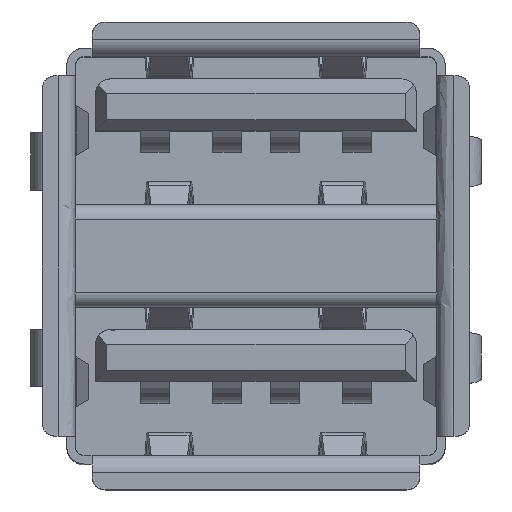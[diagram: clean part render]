
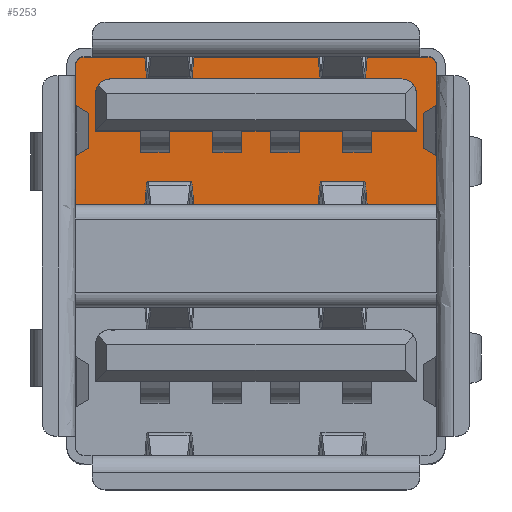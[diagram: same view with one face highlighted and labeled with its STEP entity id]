
A CAD part, top view. The second image highlights one B-rep face of the part: STEP entity #5253.
In plain terms, the highlighted free-form (B-spline) face has degree [1, 1] with [2, 2] control points.
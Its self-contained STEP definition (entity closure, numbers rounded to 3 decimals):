
#5253 = ADVANCED_FACE('',(#5254,#5352),#5450,.T.);
#5254 = FACE_BOUND('',#5255,.T.);
#5255 = EDGE_LOOP('',(#5256,#5266,#5274,#5282,#5290,#5298,#5306,#5314,
    #5322,#5330,#5338,#5346));
#5256 = ORIENTED_EDGE('',*,*,#5257,.T.);
#5257 = EDGE_CURVE('',#5258,#5260,#5262,.T.);
#5258 = VERTEX_POINT('',#5259);
#5259 = CARTESIAN_POINT('',(-6.25,6.6,-9.2));
#5260 = VERTEX_POINT('',#5261);
#5261 = CARTESIAN_POINT('',(-6.227,6.715,-9.2));
#5262 = B_SPLINE_CURVE_WITH_KNOTS('',2,(#5263,#5264,#5265),
  .UNSPECIFIED.,.F.,.F.,(3,3),(0.,0.25),.PIECEWISE_BEZIER_KNOTS.);
#5263 = CARTESIAN_POINT('',(-6.25,6.6,-9.2));
#5264 = CARTESIAN_POINT('',(-6.25,6.66,-9.2));
#5265 = CARTESIAN_POINT('',(-6.227,6.715,-9.2));
#5266 = ORIENTED_EDGE('',*,*,#5267,.T.);
#5267 = EDGE_CURVE('',#5260,#5268,#5270,.T.);
#5268 = VERTEX_POINT('',#5269);
#5269 = CARTESIAN_POINT('',(-6.162,6.812,-9.2));
#5270 = B_SPLINE_CURVE_WITH_KNOTS('',2,(#5271,#5272,#5273),
  .UNSPECIFIED.,.F.,.F.,(3,3),(0.25,0.5),.PIECEWISE_BEZIER_KNOTS.);
#5271 = CARTESIAN_POINT('',(-6.227,6.715,-9.2));
#5272 = CARTESIAN_POINT('',(-6.204,6.77,-9.2));
#5273 = CARTESIAN_POINT('',(-6.162,6.812,-9.2));
#5274 = ORIENTED_EDGE('',*,*,#5275,.T.);
#5275 = EDGE_CURVE('',#5268,#5276,#5278,.T.);
#5276 = VERTEX_POINT('',#5277);
#5277 = CARTESIAN_POINT('',(-6.065,6.877,-9.2));
#5278 = B_SPLINE_CURVE_WITH_KNOTS('',2,(#5279,#5280,#5281),
  .UNSPECIFIED.,.F.,.F.,(3,3),(0.5,0.75),.PIECEWISE_BEZIER_KNOTS.);
#5279 = CARTESIAN_POINT('',(-6.162,6.812,-9.2));
#5280 = CARTESIAN_POINT('',(-6.12,6.854,-9.2));
#5281 = CARTESIAN_POINT('',(-6.065,6.877,-9.2));
#5282 = ORIENTED_EDGE('',*,*,#5283,.T.);
#5283 = EDGE_CURVE('',#5276,#5284,#5286,.T.);
#5284 = VERTEX_POINT('',#5285);
#5285 = CARTESIAN_POINT('',(-5.95,6.9,-9.2));
#5286 = B_SPLINE_CURVE_WITH_KNOTS('',2,(#5287,#5288,#5289),
  .UNSPECIFIED.,.F.,.F.,(3,3),(0.75,1.),.PIECEWISE_BEZIER_KNOTS.);
#5287 = CARTESIAN_POINT('',(-6.065,6.877,-9.2));
#5288 = CARTESIAN_POINT('',(-6.01,6.9,-9.2));
#5289 = CARTESIAN_POINT('',(-5.95,6.9,-9.2));
#5290 = ORIENTED_EDGE('',*,*,#5291,.T.);
#5291 = EDGE_CURVE('',#5284,#5292,#5294,.T.);
#5292 = VERTEX_POINT('',#5293);
#5293 = CARTESIAN_POINT('',(5.95,6.9,-9.2));
#5294 = LINE('',#5295,#5296);
#5295 = CARTESIAN_POINT('',(-5.95,6.9,-9.2));
#5296 = VECTOR('',#5297,1.);
#5297 = DIRECTION('',(1.,0.,0.));
#5298 = ORIENTED_EDGE('',*,*,#5299,.T.);
#5299 = EDGE_CURVE('',#5292,#5300,#5302,.T.);
#5300 = VERTEX_POINT('',#5301);
#5301 = CARTESIAN_POINT('',(6.065,6.877,-9.2));
#5302 = B_SPLINE_CURVE_WITH_KNOTS('',2,(#5303,#5304,#5305),
  .UNSPECIFIED.,.F.,.F.,(3,3),(0.,0.25),.PIECEWISE_BEZIER_KNOTS.);
#5303 = CARTESIAN_POINT('',(5.95,6.9,-9.2));
#5304 = CARTESIAN_POINT('',(6.01,6.9,-9.2));
#5305 = CARTESIAN_POINT('',(6.065,6.877,-9.2));
#5306 = ORIENTED_EDGE('',*,*,#5307,.T.);
#5307 = EDGE_CURVE('',#5300,#5308,#5310,.T.);
#5308 = VERTEX_POINT('',#5309);
#5309 = CARTESIAN_POINT('',(6.162,6.812,-9.2));
#5310 = B_SPLINE_CURVE_WITH_KNOTS('',2,(#5311,#5312,#5313),
  .UNSPECIFIED.,.F.,.F.,(3,3),(0.25,0.5),.PIECEWISE_BEZIER_KNOTS.);
#5311 = CARTESIAN_POINT('',(6.065,6.877,-9.2));
#5312 = CARTESIAN_POINT('',(6.12,6.854,-9.2));
#5313 = CARTESIAN_POINT('',(6.162,6.812,-9.2));
#5314 = ORIENTED_EDGE('',*,*,#5315,.T.);
#5315 = EDGE_CURVE('',#5308,#5316,#5318,.T.);
#5316 = VERTEX_POINT('',#5317);
#5317 = CARTESIAN_POINT('',(6.227,6.715,-9.2));
#5318 = B_SPLINE_CURVE_WITH_KNOTS('',2,(#5319,#5320,#5321),
  .UNSPECIFIED.,.F.,.F.,(3,3),(0.5,0.75),.PIECEWISE_BEZIER_KNOTS.);
#5319 = CARTESIAN_POINT('',(6.162,6.812,-9.2));
#5320 = CARTESIAN_POINT('',(6.204,6.77,-9.2));
#5321 = CARTESIAN_POINT('',(6.227,6.715,-9.2));
#5322 = ORIENTED_EDGE('',*,*,#5323,.T.);
#5323 = EDGE_CURVE('',#5316,#5324,#5326,.T.);
#5324 = VERTEX_POINT('',#5325);
#5325 = CARTESIAN_POINT('',(6.25,6.6,-9.2));
#5326 = B_SPLINE_CURVE_WITH_KNOTS('',2,(#5327,#5328,#5329),
  .UNSPECIFIED.,.F.,.F.,(3,3),(0.75,1.),.PIECEWISE_BEZIER_KNOTS.);
#5327 = CARTESIAN_POINT('',(6.227,6.715,-9.2));
#5328 = CARTESIAN_POINT('',(6.25,6.66,-9.2));
#5329 = CARTESIAN_POINT('',(6.25,6.6,-9.2));
#5330 = ORIENTED_EDGE('',*,*,#5331,.T.);
#5331 = EDGE_CURVE('',#5324,#5332,#5334,.T.);
#5332 = VERTEX_POINT('',#5333);
#5333 = CARTESIAN_POINT('',(6.25,1.78,-9.2));
#5334 = LINE('',#5335,#5336);
#5335 = CARTESIAN_POINT('',(6.25,6.6,-9.2));
#5336 = VECTOR('',#5337,1.);
#5337 = DIRECTION('',(0.,-1.,0.));
#5338 = ORIENTED_EDGE('',*,*,#5339,.T.);
#5339 = EDGE_CURVE('',#5332,#5340,#5342,.T.);
#5340 = VERTEX_POINT('',#5341);
#5341 = CARTESIAN_POINT('',(-6.25,1.78,-9.2));
#5342 = LINE('',#5343,#5344);
#5343 = CARTESIAN_POINT('',(6.25,1.78,-9.2));
#5344 = VECTOR('',#5345,1.);
#5345 = DIRECTION('',(-1.,0.,0.));
#5346 = ORIENTED_EDGE('',*,*,#5347,.T.);
#5347 = EDGE_CURVE('',#5340,#5258,#5348,.T.);
#5348 = LINE('',#5349,#5350);
#5349 = CARTESIAN_POINT('',(-6.25,1.78,-9.2));
#5350 = VECTOR('',#5351,1.);
#5351 = DIRECTION('',(0.,1.,0.));
#5352 = FACE_BOUND('',#5353,.T.);
#5353 = EDGE_LOOP('',(#5354,#5364,#5372,#5380,#5388,#5396,#5404,#5412,
    #5420,#5428,#5436,#5444));
#5354 = ORIENTED_EDGE('',*,*,#5355,.T.);
#5355 = EDGE_CURVE('',#5356,#5358,#5360,.T.);
#5356 = VERTEX_POINT('',#5357);
#5357 = CARTESIAN_POINT('',(5.55,5.63,-9.2));
#5358 = VERTEX_POINT('',#5359);
#5359 = CARTESIAN_POINT('',(5.512,5.821,-9.2));
#5360 = B_SPLINE_CURVE_WITH_KNOTS('',2,(#5361,#5362,#5363),
  .UNSPECIFIED.,.F.,.F.,(3,3),(0.,0.25),.PIECEWISE_BEZIER_KNOTS.);
#5361 = CARTESIAN_POINT('',(5.55,5.63,-9.2));
#5362 = CARTESIAN_POINT('',(5.55,5.729,-9.2));
#5363 = CARTESIAN_POINT('',(5.512,5.821,-9.2));
#5364 = ORIENTED_EDGE('',*,*,#5365,.T.);
#5365 = EDGE_CURVE('',#5358,#5366,#5368,.T.);
#5366 = VERTEX_POINT('',#5367);
#5367 = CARTESIAN_POINT('',(5.404,5.984,-9.2));
#5368 = B_SPLINE_CURVE_WITH_KNOTS('',2,(#5369,#5370,#5371),
  .UNSPECIFIED.,.F.,.F.,(3,3),(0.25,0.5),.PIECEWISE_BEZIER_KNOTS.);
#5369 = CARTESIAN_POINT('',(5.512,5.821,-9.2));
#5370 = CARTESIAN_POINT('',(5.474,5.913,-9.2));
#5371 = CARTESIAN_POINT('',(5.404,5.984,-9.2));
#5372 = ORIENTED_EDGE('',*,*,#5373,.T.);
#5373 = EDGE_CURVE('',#5366,#5374,#5376,.T.);
#5374 = VERTEX_POINT('',#5375);
#5375 = CARTESIAN_POINT('',(5.241,6.092,-9.2));
#5376 = B_SPLINE_CURVE_WITH_KNOTS('',2,(#5377,#5378,#5379),
  .UNSPECIFIED.,.F.,.F.,(3,3),(0.5,0.75),.PIECEWISE_BEZIER_KNOTS.);
#5377 = CARTESIAN_POINT('',(5.404,5.984,-9.2));
#5378 = CARTESIAN_POINT('',(5.333,6.054,-9.2));
#5379 = CARTESIAN_POINT('',(5.241,6.092,-9.2));
#5380 = ORIENTED_EDGE('',*,*,#5381,.T.);
#5381 = EDGE_CURVE('',#5374,#5382,#5384,.T.);
#5382 = VERTEX_POINT('',#5383);
#5383 = CARTESIAN_POINT('',(5.05,6.13,-9.2));
#5384 = B_SPLINE_CURVE_WITH_KNOTS('',2,(#5385,#5386,#5387),
  .UNSPECIFIED.,.F.,.F.,(3,3),(0.75,1.),.PIECEWISE_BEZIER_KNOTS.);
#5385 = CARTESIAN_POINT('',(5.241,6.092,-9.2));
#5386 = CARTESIAN_POINT('',(5.149,6.13,-9.2));
#5387 = CARTESIAN_POINT('',(5.05,6.13,-9.2));
#5388 = ORIENTED_EDGE('',*,*,#5389,.T.);
#5389 = EDGE_CURVE('',#5382,#5390,#5392,.T.);
#5390 = VERTEX_POINT('',#5391);
#5391 = CARTESIAN_POINT('',(-5.05,6.13,-9.2));
#5392 = LINE('',#5393,#5394);
#5393 = CARTESIAN_POINT('',(5.05,6.13,-9.2));
#5394 = VECTOR('',#5395,1.);
#5395 = DIRECTION('',(-1.,0.,0.));
#5396 = ORIENTED_EDGE('',*,*,#5397,.T.);
#5397 = EDGE_CURVE('',#5390,#5398,#5400,.T.);
#5398 = VERTEX_POINT('',#5399);
#5399 = CARTESIAN_POINT('',(-5.241,6.092,-9.2));
#5400 = B_SPLINE_CURVE_WITH_KNOTS('',2,(#5401,#5402,#5403),
  .UNSPECIFIED.,.F.,.F.,(3,3),(0.,0.25),.PIECEWISE_BEZIER_KNOTS.);
#5401 = CARTESIAN_POINT('',(-5.05,6.13,-9.2));
#5402 = CARTESIAN_POINT('',(-5.149,6.13,-9.2));
#5403 = CARTESIAN_POINT('',(-5.241,6.092,-9.2));
#5404 = ORIENTED_EDGE('',*,*,#5405,.T.);
#5405 = EDGE_CURVE('',#5398,#5406,#5408,.T.);
#5406 = VERTEX_POINT('',#5407);
#5407 = CARTESIAN_POINT('',(-5.404,5.984,-9.2));
#5408 = B_SPLINE_CURVE_WITH_KNOTS('',2,(#5409,#5410,#5411),
  .UNSPECIFIED.,.F.,.F.,(3,3),(0.25,0.5),.PIECEWISE_BEZIER_KNOTS.);
#5409 = CARTESIAN_POINT('',(-5.241,6.092,-9.2));
#5410 = CARTESIAN_POINT('',(-5.333,6.054,-9.2));
#5411 = CARTESIAN_POINT('',(-5.404,5.984,-9.2));
#5412 = ORIENTED_EDGE('',*,*,#5413,.T.);
#5413 = EDGE_CURVE('',#5406,#5414,#5416,.T.);
#5414 = VERTEX_POINT('',#5415);
#5415 = CARTESIAN_POINT('',(-5.512,5.821,-9.2));
#5416 = B_SPLINE_CURVE_WITH_KNOTS('',2,(#5417,#5418,#5419),
  .UNSPECIFIED.,.F.,.F.,(3,3),(0.5,0.75),.PIECEWISE_BEZIER_KNOTS.);
#5417 = CARTESIAN_POINT('',(-5.404,5.984,-9.2));
#5418 = CARTESIAN_POINT('',(-5.474,5.913,-9.2));
#5419 = CARTESIAN_POINT('',(-5.512,5.821,-9.2));
#5420 = ORIENTED_EDGE('',*,*,#5421,.T.);
#5421 = EDGE_CURVE('',#5414,#5422,#5424,.T.);
#5422 = VERTEX_POINT('',#5423);
#5423 = CARTESIAN_POINT('',(-5.55,5.63,-9.2));
#5424 = B_SPLINE_CURVE_WITH_KNOTS('',2,(#5425,#5426,#5427),
  .UNSPECIFIED.,.F.,.F.,(3,3),(0.75,1.),.PIECEWISE_BEZIER_KNOTS.);
#5425 = CARTESIAN_POINT('',(-5.512,5.821,-9.2));
#5426 = CARTESIAN_POINT('',(-5.55,5.729,-9.2));
#5427 = CARTESIAN_POINT('',(-5.55,5.63,-9.2));
#5428 = ORIENTED_EDGE('',*,*,#5429,.T.);
#5429 = EDGE_CURVE('',#5422,#5430,#5432,.T.);
#5430 = VERTEX_POINT('',#5431);
#5431 = CARTESIAN_POINT('',(-5.55,4.34,-9.2));
#5432 = LINE('',#5433,#5434);
#5433 = CARTESIAN_POINT('',(-5.55,5.63,-9.2));
#5434 = VECTOR('',#5435,1.);
#5435 = DIRECTION('',(0.,-1.,0.));
#5436 = ORIENTED_EDGE('',*,*,#5437,.T.);
#5437 = EDGE_CURVE('',#5430,#5438,#5440,.T.);
#5438 = VERTEX_POINT('',#5439);
#5439 = CARTESIAN_POINT('',(5.55,4.34,-9.2));
#5440 = LINE('',#5441,#5442);
#5441 = CARTESIAN_POINT('',(-5.55,4.34,-9.2));
#5442 = VECTOR('',#5443,1.);
#5443 = DIRECTION('',(1.,0.,0.));
#5444 = ORIENTED_EDGE('',*,*,#5445,.T.);
#5445 = EDGE_CURVE('',#5438,#5356,#5446,.T.);
#5446 = LINE('',#5447,#5448);
#5447 = CARTESIAN_POINT('',(5.55,4.34,-9.2));
#5448 = VECTOR('',#5449,1.);
#5449 = DIRECTION('',(0.,1.,0.));
#5450 = B_SPLINE_SURFACE_WITH_KNOTS('',1,1,(
    (#5451,#5452)
    ,(#5453,#5454
    )),.UNSPECIFIED.,.F.,.F.,.F.,(2,2),(2,2),(0.,1.),(0.,1.),
  .PIECEWISE_BEZIER_KNOTS.);
#5451 = CARTESIAN_POINT('',(6.25,1.78,-9.2));
#5452 = CARTESIAN_POINT('',(6.25,6.9,-9.2));
#5453 = CARTESIAN_POINT('',(-6.25,1.78,-9.2));
#5454 = CARTESIAN_POINT('',(-6.25,6.9,-9.2));
